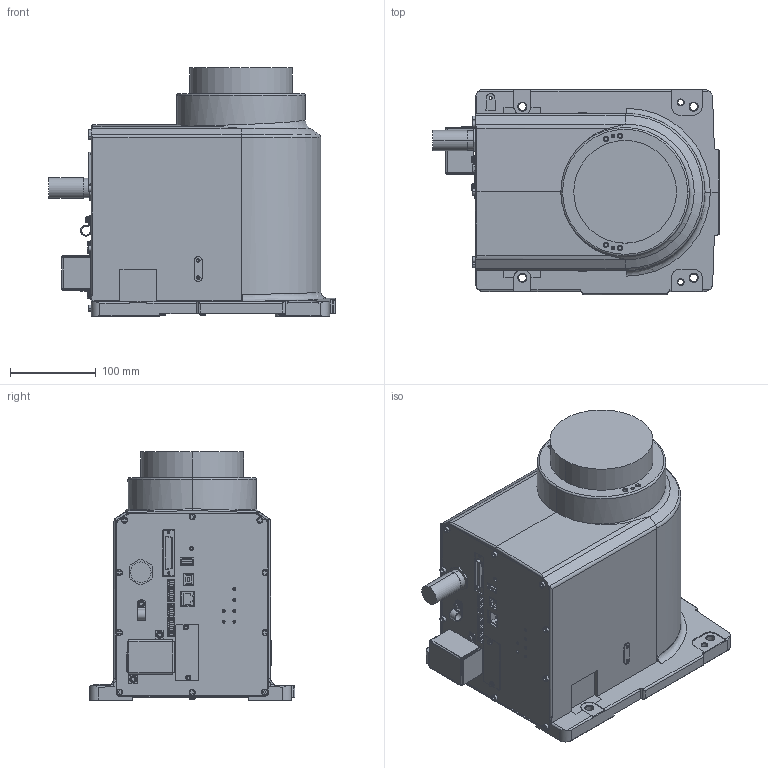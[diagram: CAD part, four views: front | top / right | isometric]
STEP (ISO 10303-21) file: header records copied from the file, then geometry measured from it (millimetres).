
FILE_DESCRIPTION((''),'2;1');
FILE_NAME('PRT0001','2019-08-22T18:30:50',('arco0'),(''),'CREO PARAMETRIC BY PTC INC, 2018420','CREO PARAMETRIC BY PTC INC, 2018420','');
FILE_SCHEMA(('AUTOMOTIVE_DESIGN { 1 0 10303 214 1 1 1 1 }'));
Length unit declared in the file: millimetre
Products named in the file (1): PRT0001
Bounding box: 334.7 x 240.5 x 290 mm (x, y, z)
Volume: 11194132 mm3; surface area: 382400.6 mm2
Topology: 3 solids, 3 shells, 1437 faces, 3771 edges, 2443 vertices
Faces by surface type: plane 775, cylinder 523, cone 93, torus 30, sphere 12, bspline 4
Entity records: 52102 total; most frequent: CARTESIAN_POINT 8673, DIRECTION 7625, ORIENTED_EDGE 7494, EDGE_CURVE 3747, AXIS2_PLACEMENT_3D 2601, VERTEX_POINT 2443, VECTOR 2423, LINE 2423
